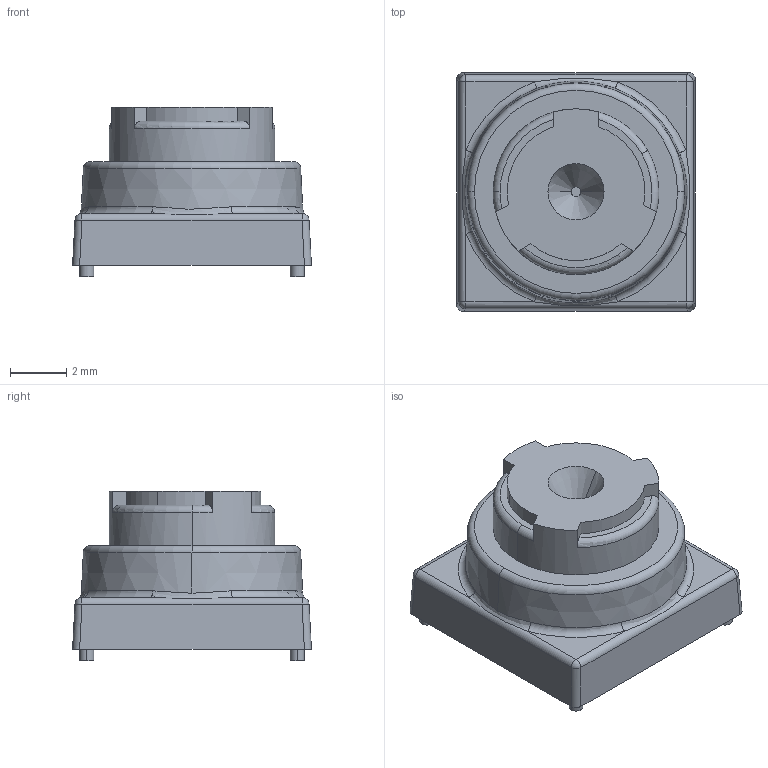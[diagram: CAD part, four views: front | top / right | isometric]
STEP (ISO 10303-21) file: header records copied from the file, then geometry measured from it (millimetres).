
FILE_DESCRIPTION (( 'STEP AP203' ), '1' );
FILE_NAME ('User Library-ov9655_ov9655_body.step_Default_sldprt.STEP', '2025-04-23T09:07:43', ( '' ), ( '' ), 'SwSTEP 2.0', 'SolidWorks 2024', '' );
FILE_SCHEMA (( 'CONFIG_CONTROL_DESIGN' ));
Length unit declared in the file: millimetre
Products named in the file (1): User Library-ov9655_ov9655_body.step_Default_sldprt
Bounding box: 8.5 x 8.5 x 6.03 mm (x, y, z)
Volume: 266.7 mm3; surface area: 278.2 mm2
Topology: 1 solids, 1 shells, 71 faces, 171 edges, 104 vertices
Faces by surface type: plane 25, cylinder 23, torus 11, cone 4, bspline 4, sphere 4
Entity records: 2737 total; most frequent: CARTESIAN_POINT 1047, DIRECTION 342, ORIENTED_EDGE 334, EDGE_CURVE 167, AXIS2_PLACEMENT_3D 139, VERTEX_POINT 104, EDGE_LOOP 77, FACE_OUTER_BOUND 71
